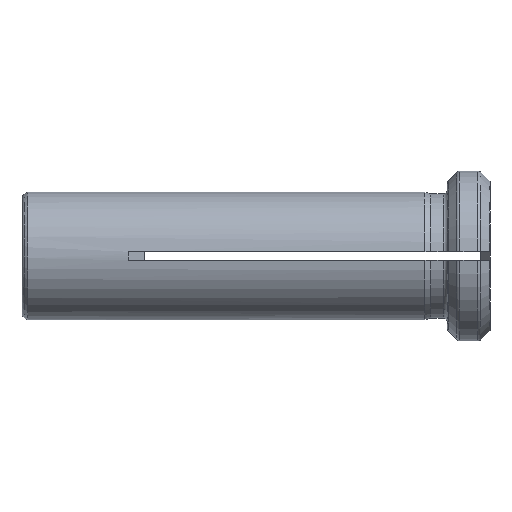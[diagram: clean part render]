
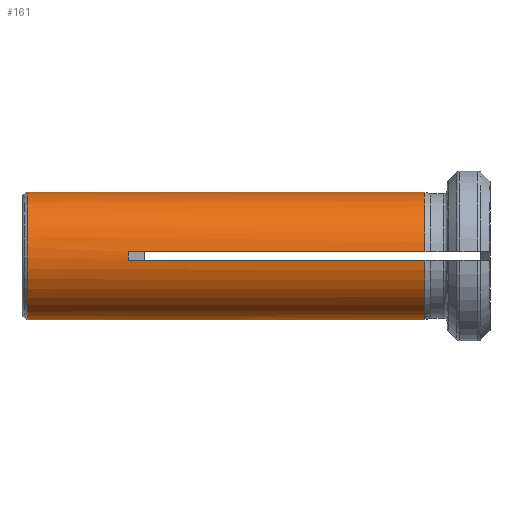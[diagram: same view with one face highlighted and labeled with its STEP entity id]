
A CAD part, front view. The second image highlights one B-rep face of the part: STEP entity #161.
In plain terms, the highlighted cylindrical face has radius 6 mm (diameter 12 mm), a full revolution.
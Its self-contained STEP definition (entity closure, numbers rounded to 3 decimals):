
#161=ADVANCED_FACE( '', ( #354, #355 ), #356, .T. );
#354=FACE_OUTER_BOUND( '', #581, .T. );
#355=FACE_OUTER_BOUND( '', #582, .T. );
#356=CYLINDRICAL_SURFACE( '', #583, 6. );
#581=EDGE_LOOP( '', ( #1008, #1009, #1010, #1011, #1012, #1013, #1014, #1015, #1016, #1017, #1018, #1019, #1020, #1021, #1022, #1023 ) );
#582=EDGE_LOOP( '', ( #1024 ) );
#583=AXIS2_PLACEMENT_3D( '', #1025, #1026, #1027 );
#1008=ORIENTED_EDGE( '', *, *, #1373, .F. );
#1009=ORIENTED_EDGE( '', *, *, #1545, .F. );
#1010=ORIENTED_EDGE( '', *, *, #1548, .T. );
#1011=ORIENTED_EDGE( '', *, *, #1549, .F. );
#1012=ORIENTED_EDGE( '', *, *, #1550, .F. );
#1013=ORIENTED_EDGE( '', *, *, #1551, .F. );
#1014=ORIENTED_EDGE( '', *, *, #1411, .T. );
#1015=ORIENTED_EDGE( '', *, *, #1518, .F. );
#1016=ORIENTED_EDGE( '', *, *, #1552, .F. );
#1017=ORIENTED_EDGE( '', *, *, #1553, .F. );
#1018=ORIENTED_EDGE( '', *, *, #1481, .T. );
#1019=ORIENTED_EDGE( '', *, *, #1423, .F. );
#1020=ORIENTED_EDGE( '', *, *, #1554, .F. );
#1021=ORIENTED_EDGE( '', *, *, #1455, .F. );
#1022=ORIENTED_EDGE( '', *, *, #1516, .T. );
#1023=ORIENTED_EDGE( '', *, *, #1555, .F. );
#1024=ORIENTED_EDGE( '', *, *, #1395, .F. );
#1025=CARTESIAN_POINT( '', ( -60., 0., 0. ) );
#1026=DIRECTION( '', ( 1., 0., 0. ) );
#1027=DIRECTION( '', ( 0., 0., 1. ) );
#1373=EDGE_CURVE( '', #1642, #1644, #1645, .F. );
#1395=EDGE_CURVE( '', #1685, #1685, #1686, .F. );
#1411=EDGE_CURVE( '', #1717, #1715, #1718, .F. );
#1423=EDGE_CURVE( '', #1736, #1737, #1738, .F. );
#1455=EDGE_CURVE( '', #1790, #1792, #1793, .F. );
#1481=EDGE_CURVE( '', #1834, #1737, #1835, .F. );
#1516=EDGE_CURVE( '', #1790, #1887, #1889, .F. );
#1518=EDGE_CURVE( '', #1891, #1715, #1892, .F. );
#1545=EDGE_CURVE( '', #1929, #1642, #1931, .F. );
#1548=EDGE_CURVE( '', #1929, #1934, #1935, .F. );
#1549=EDGE_CURVE( '', #1936, #1934, #1937, .F. );
#1550=EDGE_CURVE( '', #1938, #1936, #1939, .F. );
#1551=EDGE_CURVE( '', #1717, #1938, #1940, .F. );
#1552=EDGE_CURVE( '', #1941, #1891, #1942, .F. );
#1553=EDGE_CURVE( '', #1834, #1941, #1943, .F. );
#1554=EDGE_CURVE( '', #1792, #1736, #1944, .F. );
#1555=EDGE_CURVE( '', #1644, #1887, #1945, .F. );
#1642=VERTEX_POINT( '', #2047 );
#1644=VERTEX_POINT( '', #2050 );
#1645=LINE( '', #2051, #2052 );
#1685=VERTEX_POINT( '', #2137 );
#1686=CIRCLE( '', #2138, 6. );
#1715=VERTEX_POINT( '', #2204 );
#1717=VERTEX_POINT( '', #2212 );
#1718=LINE( '', #2213, #2214 );
#1736=VERTEX_POINT( '', #2243 );
#1737=VERTEX_POINT( '', #2244 );
#1738=CIRCLE( '', #2245, 6. );
#1790=VERTEX_POINT( '', #2333 );
#1792=VERTEX_POINT( '', #2336 );
#1793=ELLIPSE( '', #2337, 8.485, 6. );
#1834=VERTEX_POINT( '', #2425 );
#1835=LINE( '', #2426, #2427 );
#1887=VERTEX_POINT( '', #2530 );
#1889=LINE( '', #2538, #2539 );
#1891=VERTEX_POINT( '', #2541 );
#1892=CIRCLE( '', #2542, 6. );
#1929=VERTEX_POINT( '', #2602 );
#1931=ELLIPSE( '', #2605, 8.485, 6. );
#1934=VERTEX_POINT( '', #2608 );
#1935=LINE( '', #2609, #2610 );
#1936=VERTEX_POINT( '', #2611 );
#1937=CIRCLE( '', #2612, 6. );
#1938=VERTEX_POINT( '', #2613 );
#1939=LINE( '', #2614, #2615 );
#1940=ELLIPSE( '', #2616, 8.485, 6. );
#1941=VERTEX_POINT( '', #2617 );
#1942=LINE( '', #2618, #2619 );
#1943=ELLIPSE( '', #2620, 8.485, 6. );
#1944=LINE( '', #2621, #2622 );
#1945=CIRCLE( '', #2623, 6. );
#2047=CARTESIAN_POINT( '', ( -29.987, 5.987, 0.4 ) );
#2050=CARTESIAN_POINT( '', ( -2.127, 5.987, 0.4 ) );
#2051=CARTESIAN_POINT( '', ( -60., 5.987, 0.4 ) );
#2052=VECTOR( '', #2811, 1000. );
#2137=CARTESIAN_POINT( '', ( -39.473, 0., -6. ) );
#2138=AXIS2_PLACEMENT_3D( '', #2827, #2828, #2829 );
#2204=CARTESIAN_POINT( '', ( -2.127, -0.4, -5.987 ) );
#2212=CARTESIAN_POINT( '', ( -29.987, -0.4, -5.987 ) );
#2213=CARTESIAN_POINT( '', ( -60., -0.4, -5.987 ) );
#2214=VECTOR( '', #2836, 1000. );
#2243=CARTESIAN_POINT( '', ( -2.127, -0.4, 5.987 ) );
#2244=CARTESIAN_POINT( '', ( -2.127, -5.987, 0.4 ) );
#2245=AXIS2_PLACEMENT_3D( '', #2851, #2852, #2853 );
#2333=CARTESIAN_POINT( '', ( -29.987, 0.4, 5.987 ) );
#2336=CARTESIAN_POINT( '', ( -29.987, -0.4, 5.987 ) );
#2337=AXIS2_PLACEMENT_3D( '', #2896, #2897, #2898 );
#2425=CARTESIAN_POINT( '', ( -29.987, -5.987, 0.4 ) );
#2426=CARTESIAN_POINT( '', ( -60., -5.987, 0.4 ) );
#2427=VECTOR( '', #2923, 1000. );
#2530=CARTESIAN_POINT( '', ( -2.127, 0.4, 5.987 ) );
#2538=CARTESIAN_POINT( '', ( -60., 0.4, 5.987 ) );
#2539=VECTOR( '', #2957, 1000. );
#2541=CARTESIAN_POINT( '', ( -2.127, -5.987, -0.4 ) );
#2542=AXIS2_PLACEMENT_3D( '', #2958, #2959, #2960 );
#2602=CARTESIAN_POINT( '', ( -29.987, 5.987, -0.4 ) );
#2605=AXIS2_PLACEMENT_3D( '', #2993, #2994, #2995 );
#2608=CARTESIAN_POINT( '', ( -2.127, 5.987, -0.4 ) );
#2609=CARTESIAN_POINT( '', ( -60., 5.987, -0.4 ) );
#2610=VECTOR( '', #2999, 1000. );
#2611=CARTESIAN_POINT( '', ( -2.127, 0.4, -5.987 ) );
#2612=AXIS2_PLACEMENT_3D( '', #3000, #3001, #3002 );
#2613=CARTESIAN_POINT( '', ( -29.987, 0.4, -5.987 ) );
#2614=CARTESIAN_POINT( '', ( -60., 0.4, -5.987 ) );
#2615=VECTOR( '', #3003, 1000. );
#2616=AXIS2_PLACEMENT_3D( '', #3004, #3005, #3006 );
#2617=CARTESIAN_POINT( '', ( -29.987, -5.987, -0.4 ) );
#2618=CARTESIAN_POINT( '', ( -60., -5.987, -0.4 ) );
#2619=VECTOR( '', #3007, 1000. );
#2620=AXIS2_PLACEMENT_3D( '', #3008, #3009, #3010 );
#2621=CARTESIAN_POINT( '', ( -60., -0.4, 5.987 ) );
#2622=VECTOR( '', #3011, 1000. );
#2623=AXIS2_PLACEMENT_3D( '', #3012, #3013, #3014 );
#2811=DIRECTION( '', ( -1., 0., 0. ) );
#2827=CARTESIAN_POINT( '', ( -39.473, 0., 0. ) );
#2828=DIRECTION( '', ( 1., 0., 0. ) );
#2829=DIRECTION( '', ( 0., 0., -1. ) );
#2836=DIRECTION( '', ( -1., 0., 0. ) );
#2851=CARTESIAN_POINT( '', ( -2.127, 0., 0. ) );
#2852=DIRECTION( '', ( -1., 0., 0. ) );
#2853=DIRECTION( '', ( 0., 0., 1. ) );
#2896=CARTESIAN_POINT( '', ( -24., 0., 0. ) );
#2897=DIRECTION( '', ( -0.707, 0., -0.707 ) );
#2898=DIRECTION( '', ( -0.707, 0., 0.707 ) );
#2923=DIRECTION( '', ( -1., 0., 0. ) );
#2957=DIRECTION( '', ( -1., 0., 0. ) );
#2958=CARTESIAN_POINT( '', ( -2.127, 0., 0. ) );
#2959=DIRECTION( '', ( -1., 0., 0. ) );
#2960=DIRECTION( '', ( 0., 0., 1. ) );
#2993=CARTESIAN_POINT( '', ( -24., 0., 0. ) );
#2994=DIRECTION( '', ( -0.707, -0.707, 0. ) );
#2995=DIRECTION( '', ( -0.707, 0.707, 0. ) );
#2999=DIRECTION( '', ( -1., 0., 0. ) );
#3000=CARTESIAN_POINT( '', ( -2.127, 0., 0. ) );
#3001=DIRECTION( '', ( -1., 0., 0. ) );
#3002=DIRECTION( '', ( 0., 0., 1. ) );
#3003=DIRECTION( '', ( -1., 0., 0. ) );
#3004=CARTESIAN_POINT( '', ( -24., 0., 0. ) );
#3005=DIRECTION( '', ( -0.707, 0., 0.707 ) );
#3006=DIRECTION( '', ( -0.707, 0., -0.707 ) );
#3007=DIRECTION( '', ( -1., 0., 0. ) );
#3008=CARTESIAN_POINT( '', ( -24., 0., 0. ) );
#3009=DIRECTION( '', ( -0.707, 0.707, 0. ) );
#3010=DIRECTION( '', ( -0.707, -0.707, 0. ) );
#3011=DIRECTION( '', ( -1., 0., 0. ) );
#3012=CARTESIAN_POINT( '', ( -2.127, 0., 0. ) );
#3013=DIRECTION( '', ( -1., 0., 0. ) );
#3014=DIRECTION( '', ( 0., 0., 1. ) );
